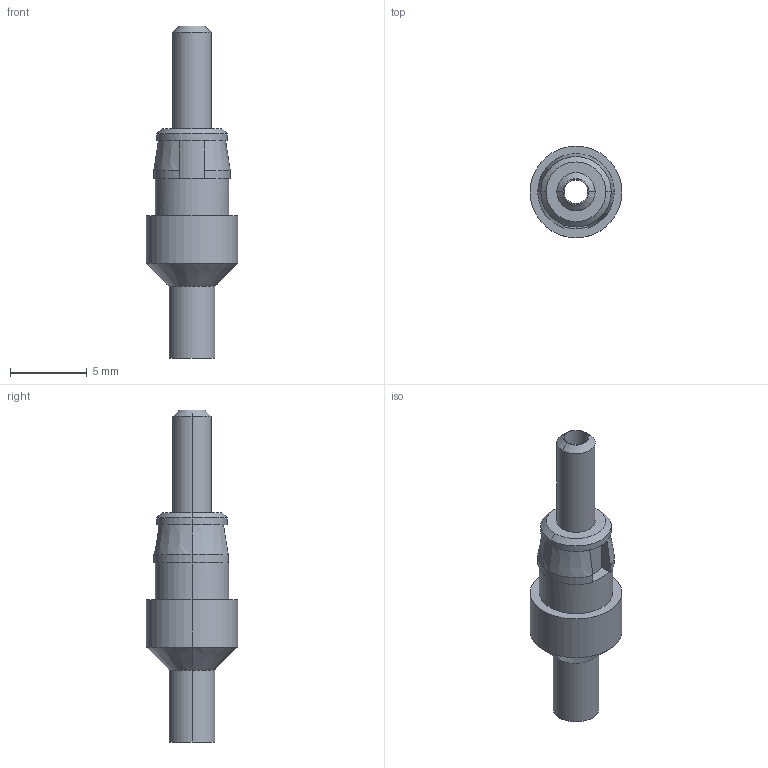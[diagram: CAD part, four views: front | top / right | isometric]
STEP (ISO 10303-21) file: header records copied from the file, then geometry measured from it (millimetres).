
FILE_DESCRIPTION(('CoCreate Modeling STEP Export'),'2;1');
FILE_NAME('CX MLM.stp','2009-02-24T11:49:05',(''),(''),'CoCreate Modeling STEP processor for AP214 (Solid Model)','CoCreate Modeling 16.00A 16-Aug-2008 (C) Parametric Technology GmbH','');
FILE_SCHEMA(('AUTOMOTIVE_DESIGN { 1 0 10303 214 1 1 1 1 }'));
Length unit declared in the file: millimetre
Products named in the file (2): CX_MLM
Assembly tree (1 placements, depth 2):
  CX_MLM
    CX_MLM
Bounding box: 6 x 6 x 21.7 mm (x, y, z)
Volume: 217.1 mm3; surface area: 428.5 mm2
Topology: 1 solids, 1 shells, 37 faces, 82 edges, 51 vertices
Faces by surface type: cylinder 18, plane 10, cone 9
Entity records: 915 total; most frequent: ORIENTED_EDGE 164, CARTESIAN_POINT 158, DIRECTION 128, EDGE_CURVE 82, VERTEX_POINT 51, AXIS2_PLACEMENT_3D 47, EDGE_LOOP 43, FACE_OUTER_BOUND 37
